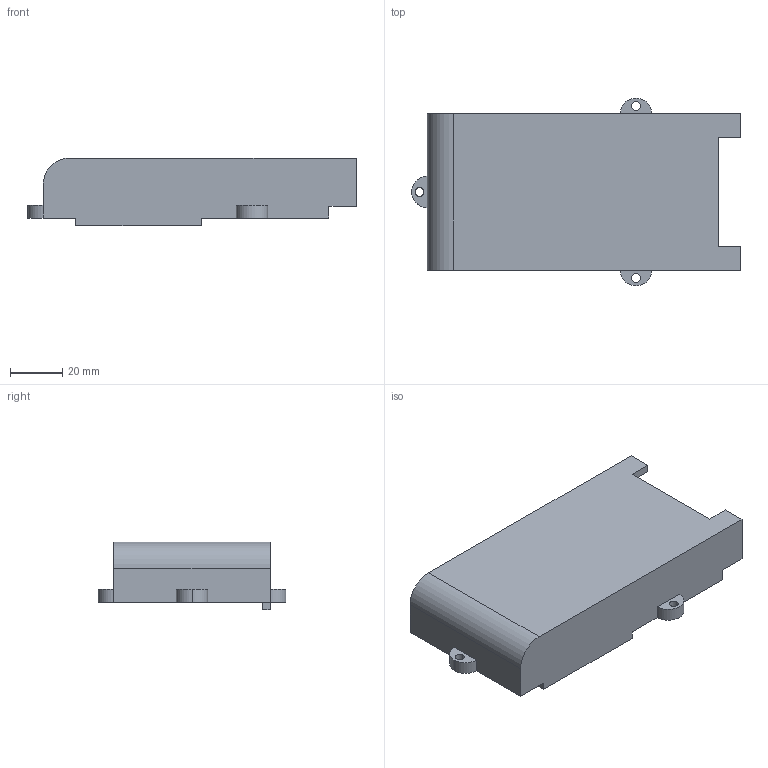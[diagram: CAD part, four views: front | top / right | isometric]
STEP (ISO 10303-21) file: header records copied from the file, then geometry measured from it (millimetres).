
FILE_DESCRIPTION (( 'STEP AP203' ), '1' );
FILE_NAME ('13-018267.step', '2022-02-23T08:30:20', ( '' ), ( '' ), 'SwSTEP 2.0', 'SolidWorks 2021', '' );
FILE_SCHEMA (( 'CONFIG_CONTROL_DESIGN' ));
Length unit declared in the file: millimetre
Products named in the file (1): 13-018267
Bounding box: 126 x 72 x 26 mm (x, y, z)
Volume: 38309.8 mm3; surface area: 26878.1 mm2
Topology: 1 solids, 1 shells, 37 faces, 105 edges, 70 vertices
Faces by surface type: plane 25, cylinder 12
Entity records: 1292 total; most frequent: CARTESIAN_POINT 213, ORIENTED_EDGE 210, DIRECTION 205, EDGE_CURVE 105, LINE 81, VECTOR 81, VERTEX_POINT 70, AXIS2_PLACEMENT_3D 62
